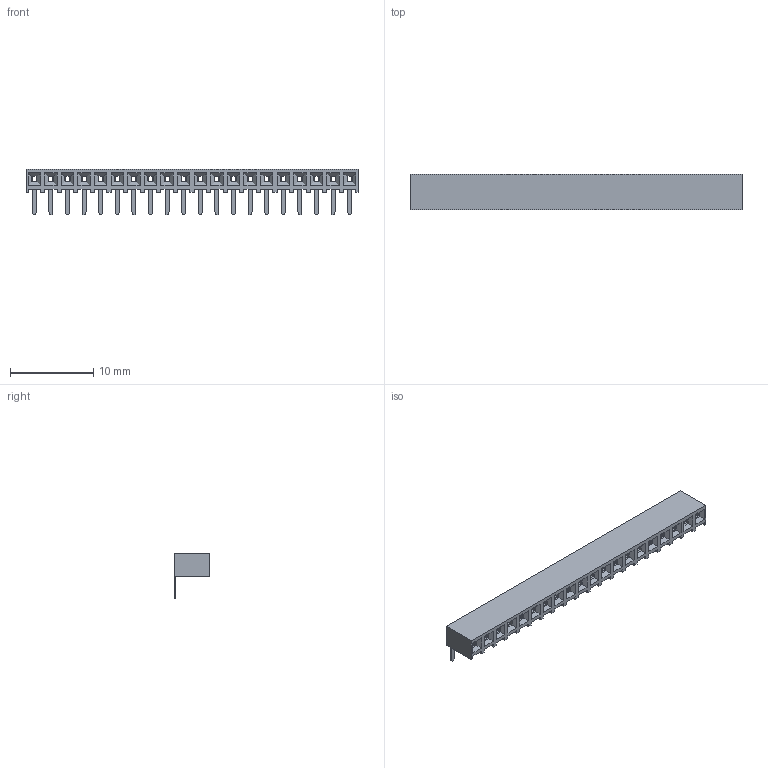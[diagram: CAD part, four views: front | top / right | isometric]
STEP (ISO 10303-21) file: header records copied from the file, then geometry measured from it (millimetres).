
FILE_DESCRIPTION(('STEP AP214'), '1');
FILE_NAME('PBS2-R', '', ('UNSPECIFIED'), ('UNSPECIFIED'), 'ASCON STEP Converter 1.6', 'ASCON Math Kernel', '');
FILE_SCHEMA(('AUTOMOTIVE_DESIGN { 1 0 10303 214 3 1 1}'));
Length unit declared in the file: millimetre
Bounding box: 40 x 4.3 x 5.5 mm (x, y, z)
Volume: 296.3 mm3; surface area: 1663.8 mm2
Topology: 21 solids, 21 shells, 1446 faces, 3972 edges, 2568 vertices
Faces by surface type: plane 1166, cylinder 280
Entity records: 56964 total; most frequent: CARTESIAN_POINT 7987, ORIENTED_EDGE 7944, DIRECTION 7426, EDGE_CURVE 3972, LINE 3412, VECTOR 3412, VERTEX_POINT 2568, AXIS2_PLACEMENT_3D 2007
